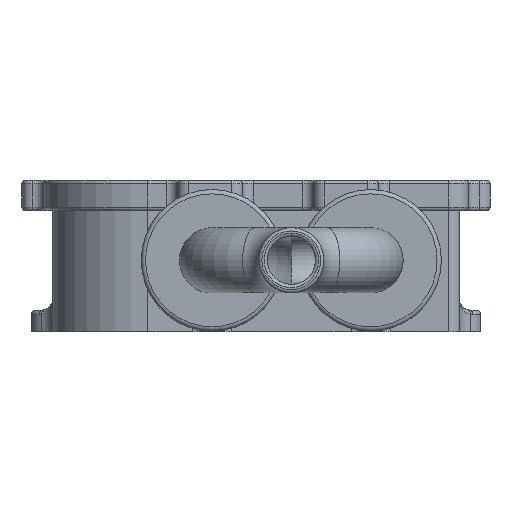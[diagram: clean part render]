
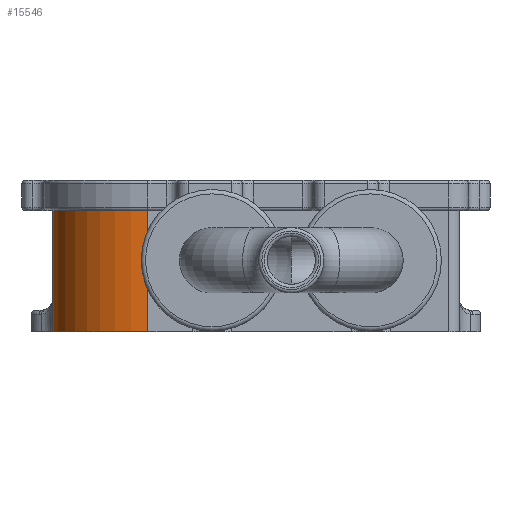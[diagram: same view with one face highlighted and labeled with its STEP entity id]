
A CAD part, front view. The second image highlights one B-rep face of the part: STEP entity #15546.
In plain terms, the highlighted cylindrical face has radius 44 mm (diameter 88 mm), a partial arc.
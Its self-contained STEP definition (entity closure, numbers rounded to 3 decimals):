
#1572=FACE_OUTER_BOUND('',#2533,.T.);
#2533=EDGE_LOOP('',(#14178,#14179,#14180,#14181));
#3451=CIRCLE('',#17266,44.);
#3531=CIRCLE('',#17392,44.);
#4618=LINE('',#29356,#5682);
#4685=LINE('',#29995,#5749);
#5682=VECTOR('',#22017,10.);
#5749=VECTOR('',#22330,10.);
#7101=VERTEX_POINT('',#28311);
#7102=VERTEX_POINT('',#28313);
#7236=VERTEX_POINT('',#29354);
#7256=VERTEX_POINT('',#29405);
#9250=EDGE_CURVE('',#7102,#7101,#3451,.T.);
#9438=EDGE_CURVE('',#7236,#7101,#4618,.T.);
#9466=EDGE_CURVE('',#7256,#7236,#3531,.T.);
#9594=EDGE_CURVE('',#7256,#7102,#4685,.T.);
#14178=ORIENTED_EDGE('',*,*,#9466,.F.);
#14179=ORIENTED_EDGE('',*,*,#9594,.T.);
#14180=ORIENTED_EDGE('',*,*,#9250,.T.);
#14181=ORIENTED_EDGE('',*,*,#9438,.F.);
#14673=CYLINDRICAL_SURFACE('',#17533,44.);
#15546=ADVANCED_FACE('',(#1572),#14673,.T.);
#17266=AXIS2_PLACEMENT_3D('',#28314,#21705,#21706);
#17392=AXIS2_PLACEMENT_3D('',#29407,#22058,#22059);
#17533=AXIS2_PLACEMENT_3D('',#30065,#22419,#22420);
#21705=DIRECTION('center_axis',(0.,0.,1.));
#21706=DIRECTION('ref_axis',(0.,1.,0.));
#22017=DIRECTION('',(0.,0.,-1.));
#22058=DIRECTION('center_axis',(0.,0.,1.));
#22059=DIRECTION('ref_axis',(0.,1.,0.));
#22330=DIRECTION('',(0.,0.,-1.));
#22419=DIRECTION('center_axis',(0.,0.,1.));
#22420=DIRECTION('ref_axis',(0.,1.,0.));
#28311=CARTESIAN_POINT('',(-94.,37.5,-66.));
#28313=CARTESIAN_POINT('',(-50.,81.5,-66.));
#28314=CARTESIAN_POINT('Origin',(-50.,37.5,-66.));
#29354=CARTESIAN_POINT('',(-94.,37.5,0.));
#29356=CARTESIAN_POINT('',(-94.,37.5,0.));
#29405=CARTESIAN_POINT('',(-50.,81.5,0.));
#29407=CARTESIAN_POINT('Origin',(-50.,37.5,0.));
#29995=CARTESIAN_POINT('',(-50.,81.5,0.));
#30065=CARTESIAN_POINT('Origin',(-50.,37.5,0.));
